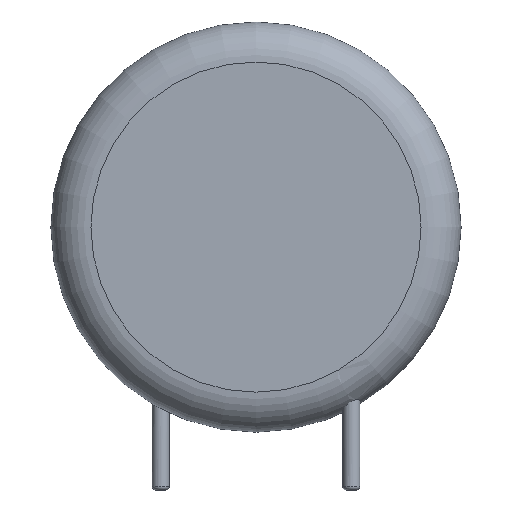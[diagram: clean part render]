
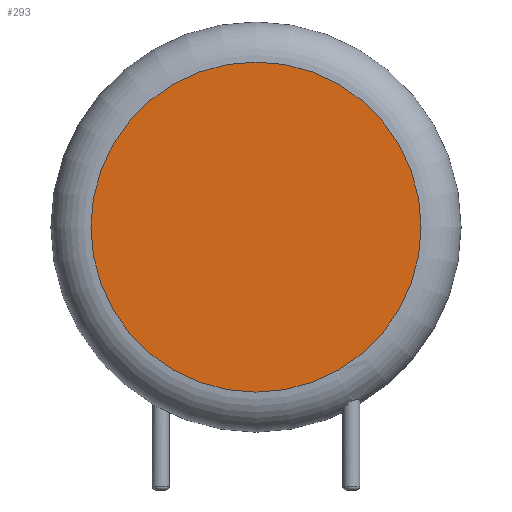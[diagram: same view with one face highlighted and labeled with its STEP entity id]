
A CAD part, front view. The second image highlights one B-rep face of the part: STEP entity #293.
In plain terms, the highlighted planar face has unit normal (0, -1, 0).
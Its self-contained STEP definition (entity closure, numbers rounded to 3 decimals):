
#162 = VERTEX_POINT('',#163);
#163 = CARTESIAN_POINT('',(13.652,-2.9,10.78));
#170 = EDGE_CURVE('',#162,#162,#171,.T.);
#171 = CIRCLE('',#172,8.652);
#172 = AXIS2_PLACEMENT_3D('',#173,#174,#175);
#173 = CARTESIAN_POINT('',(5.,-2.9,10.78));
#174 = DIRECTION('',(0.,-1.,0.));
#175 = DIRECTION('',(1.,0.,0.));
#293 = ADVANCED_FACE('',(#294),#297,.T.);
#294 = FACE_BOUND('',#295,.T.);
#295 = EDGE_LOOP('',(#296));
#296 = ORIENTED_EDGE('',*,*,#170,.T.);
#297 = PLANE('',#298);
#298 = AXIS2_PLACEMENT_3D('',#299,#300,#301);
#299 = CARTESIAN_POINT('',(5.,-2.9,10.78));
#300 = DIRECTION('',(0.,-1.,0.));
#301 = DIRECTION('',(0.,0.,-1.));
